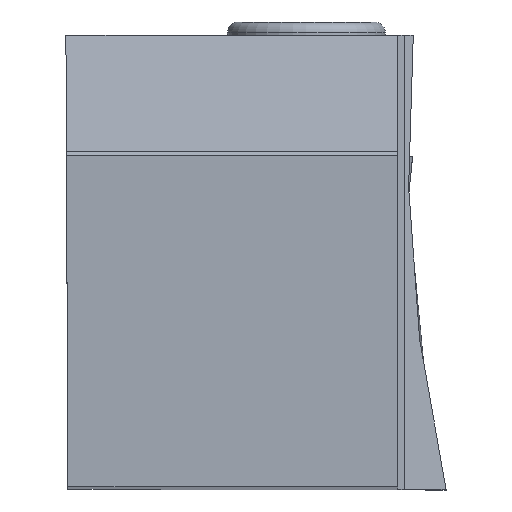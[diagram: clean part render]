
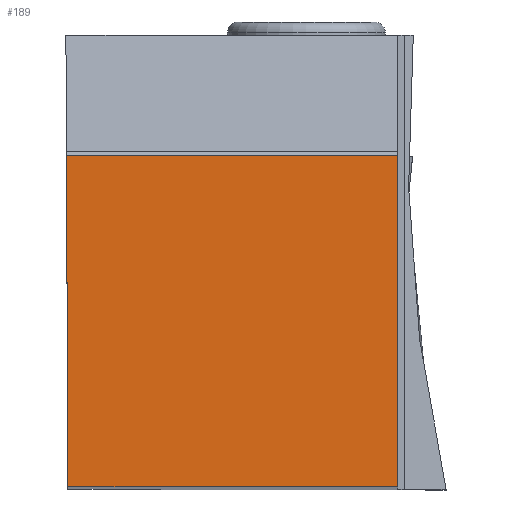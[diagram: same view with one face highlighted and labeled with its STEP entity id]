
A CAD part, top view. The second image highlights one B-rep face of the part: STEP entity #189.
In plain terms, the highlighted planar face has unit normal (0, 0, 1).
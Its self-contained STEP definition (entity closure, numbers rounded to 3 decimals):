
#189=ADVANCED_FACE('BLANK_BOXF006',(#294),#235,.F.);
#235=PLANE('',#1395);
#294=FACE_OUTER_BOUND('',#355,.T.);
#355=EDGE_LOOP('',(#655,#656,#657,#658));
#655=ORIENTED_EDGE('',*,*,#999,.T.);
#656=ORIENTED_EDGE('',*,*,#1000,.T.);
#657=ORIENTED_EDGE('',*,*,#995,.T.);
#658=ORIENTED_EDGE('',*,*,#980,.T.);
#831=VERTEX_POINT('',#2230);
#832=VERTEX_POINT('',#2232);
#842=VERTEX_POINT('',#2260);
#845=VERTEX_POINT('',#2268);
#980=EDGE_CURVE('',#832,#831,#1098,.T.);
#995=EDGE_CURVE('',#842,#832,#1112,.T.);
#999=EDGE_CURVE('',#831,#845,#1116,.T.);
#1000=EDGE_CURVE('',#845,#842,#1117,.T.);
#1098=LINE('',#2231,#1213);
#1112=LINE('',#2259,#1227);
#1116=LINE('',#2267,#1231);
#1117=LINE('',#2269,#1232);
#1213=VECTOR('',#1665,1.);
#1227=VECTOR('',#1687,1.);
#1231=VECTOR('',#1693,1.);
#1232=VECTOR('',#1694,1.);
#1395=AXIS2_PLACEMENT_3D('',#2270,#1695,#1696);
#1665=DIRECTION('',(1.,0.,0.));
#1687=DIRECTION('',(0.004,-1.,0.));
#1693=DIRECTION('',(0.,1.,0.));
#1694=DIRECTION('',(-1.,0.,0.));
#1695=DIRECTION('',(0.,0.,-1.));
#1696=DIRECTION('',(0.,-1.,0.));
#2230=CARTESIAN_POINT('',(24.875,0.,0.));
#2231=CARTESIAN_POINT('',(-150.35,0.,0.));
#2232=CARTESIAN_POINT('',(0.109,0.,0.));
#2259=CARTESIAN_POINT('',(-0.547,150.349,0.));
#2260=CARTESIAN_POINT('',(0.,24.875,0.));
#2267=CARTESIAN_POINT('',(24.875,-150.35,0.));
#2268=CARTESIAN_POINT('',(24.875,24.875,0.));
#2269=CARTESIAN_POINT('',(150.35,24.875,0.));
#2270=CARTESIAN_POINT('',(28.513,-5.,0.));
